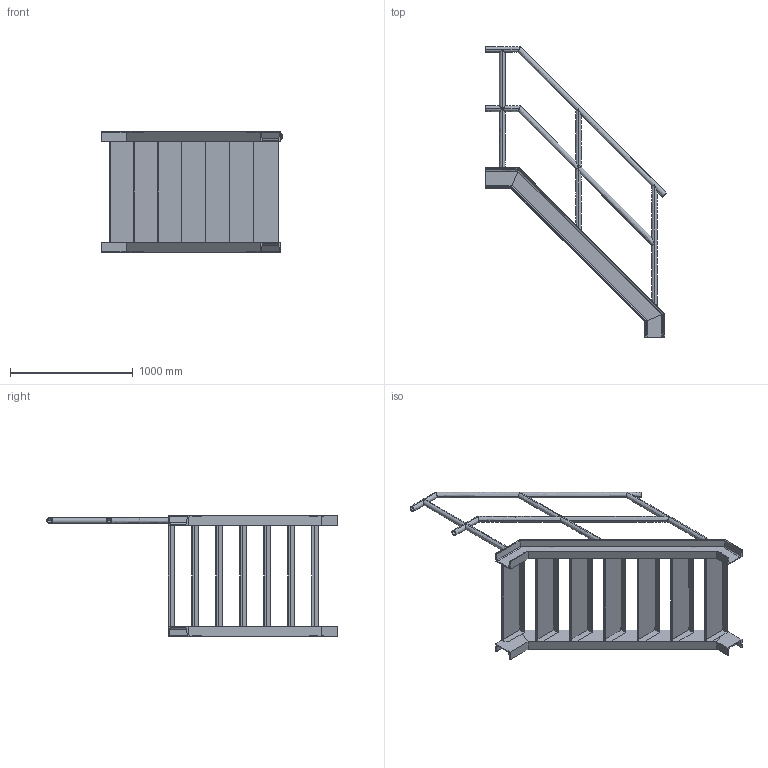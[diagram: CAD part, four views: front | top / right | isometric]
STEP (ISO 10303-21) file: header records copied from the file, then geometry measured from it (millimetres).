
FILE_DESCRIPTION(('FreeCAD Model'),'2;1');
FILE_NAME('Open CASCADE Shape Model','2025-05-01T08:32:24',('FreeCAD'),( 'FreeCAD'),'Open CASCADE STEP processor 7.6','FreeCAD','Unknown');
FILE_SCHEMA(('AUTOMOTIVE_DESIGN { 1 0 10303 214 1 1 1 1 }'));
Length unit declared in the file: millimetre
Products named in the file (1): Open CASCADE STEP translator 7.6 1
Bounding box: 1478.73 x 2368.43 x 979.46 mm (x, y, z)
Volume: 20470804.2 mm3; surface area: 7638249.5 mm2
Topology: 22 solids, 22 shells, 449 faces, 1002 edges, 594 vertices
Faces by surface type: bspline 449
Entity records: 12131 total; most frequent: CARTESIAN_POINT 5995, ORIENTED_EDGE 2004, EDGE_CURVE 1002, B_SPLINE_CURVE_WITH_KNOTS 778, VERTEX_POINT 594, FACE_BOUND 464, EDGE_LOOP 464, ADVANCED_FACE 449
